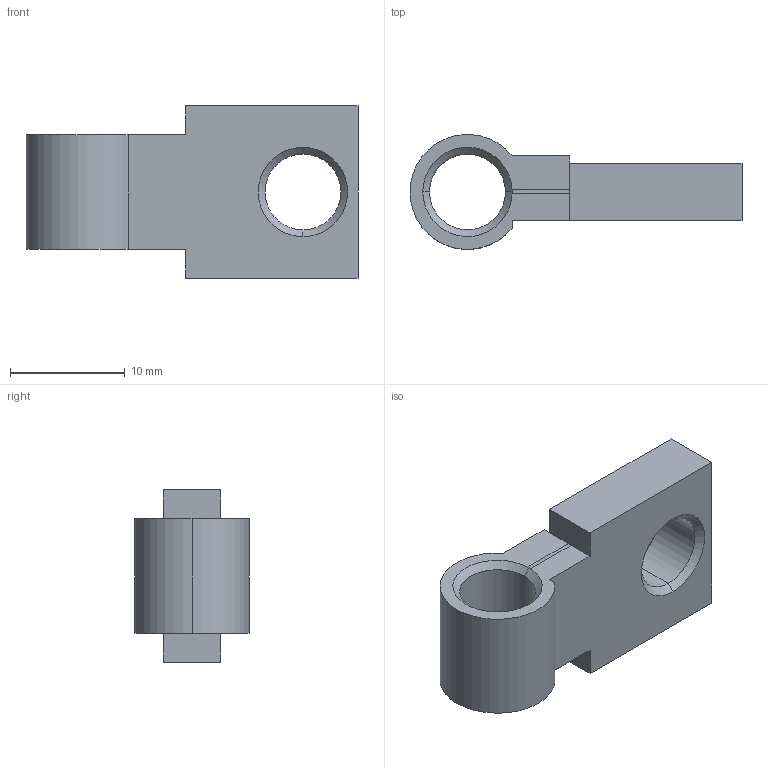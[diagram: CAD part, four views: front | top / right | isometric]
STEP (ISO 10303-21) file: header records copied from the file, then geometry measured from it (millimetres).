
FILE_DESCRIPTION (( 'STEP AP214' ), '1' );
FILE_NAME ('階啣蟀諉粣', '2023-10-30T04:49:58', ( '' ), ( '' ), 'SwSTEP 2.0', 'SolidWorks 2022', '' );
FILE_SCHEMA (( 'AUTOMOTIVE_DESIGN' ));
Length unit declared in the file: millimetre
Products named in the file (1): 顶板连接轴
Bounding box: 28.88 x 9.98 x 15 mm (x, y, z)
Volume: 1624.1 mm3; surface area: 1423.8 mm2
Topology: 1 solids, 1 shells, 23 faces, 60 edges, 38 vertices
Faces by surface type: plane 12, cylinder 6, cone 4, bspline 1
Entity records: 797 total; most frequent: CARTESIAN_POINT 140, ORIENTED_EDGE 120, DIRECTION 119, EDGE_CURVE 60, LINE 41, VECTOR 41, AXIS2_PLACEMENT_3D 39, VERTEX_POINT 38
